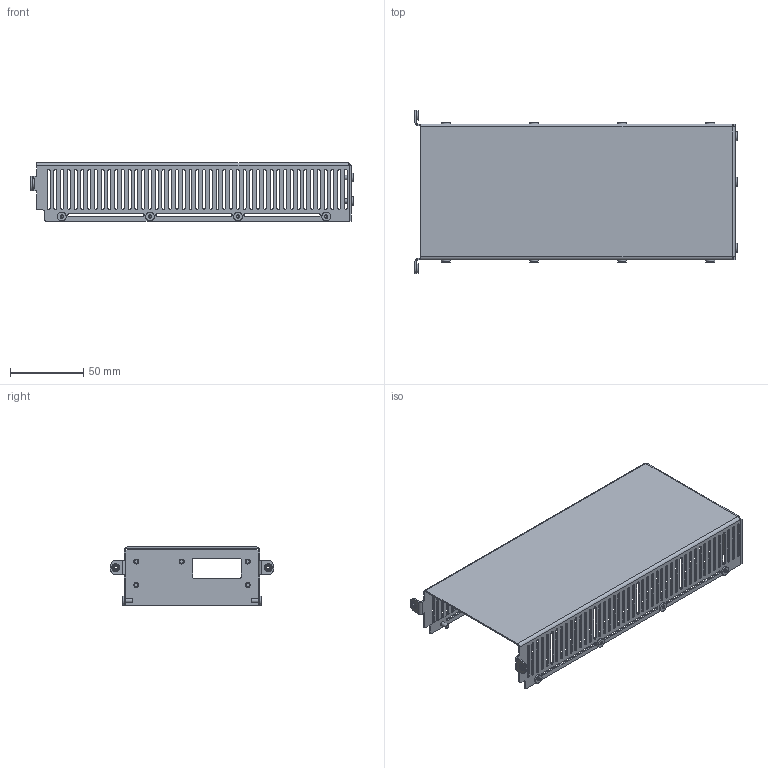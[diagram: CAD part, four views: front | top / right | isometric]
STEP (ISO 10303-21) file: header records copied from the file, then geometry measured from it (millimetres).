
FILE_DESCRIPTION(/* description */ ('DIOT PSU Enclosure Assembly with screws'),/* implementation_level */ '2;1');
FILE_NAME(/* name */ 'DIOTPSU-A02.iam.v1.1.stp',/* time_stamp */ '2025-03-24T16:00:11+01:00',/* author */ ('Magdziak M'),/* organization */ ('Technosystem'),/* preprocessor_version */ 'ST-DEVELOPER v20',/* originating_system */ 'Autodesk Inventor 2024',/* authorisation */ '');
FILE_SCHEMA (('AUTOMOTIVE_DESIGN { 1 0 10303 214 3 1 1 }'));
Length unit declared in the file: millimetre
Products named in the file (5): DIOTPSU-A02; DIOTPSU-A02-P01; DIOTPSU-A02-P01_1; S-M2.5-1 ZI; M3x6 BOSSARD BN9524
Assembly tree (17 placements, depth 3):
  DIOTPSU-A02
    DIOTPSU-A02-P01
      DIOTPSU-A02-P01_1
      S-M2.5-1 ZI  x2
    M3x6 BOSSARD BN9524  x13
Bounding box: 219.27 x 111 x 39.5 mm (x, y, z)
Volume: 34650.1 mm3; surface area: 76093.5 mm2
Topology: 16 solids, 16 shells, 932 faces, 2605 edges, 1634 vertices
Faces by surface type: cylinder 421, plane 397, cone 114
Full cylindrical faces by diameter (mm): 2.013 x2, 3 x13, 3.2 x8, 3.4 x5, 4.22 x2, 4.25 x2, 5.46 x2, 6 x13, 6.3 x2
Entity records: 22372 total; most frequent: CARTESIAN_POINT 4070, ORIENTED_EDGE 3898, DIRECTION 3782, EDGE_CURVE 1949, LINE 1334, VECTOR 1334, AXIS2_PLACEMENT_3D 1224, VERTEX_POINT 1162
